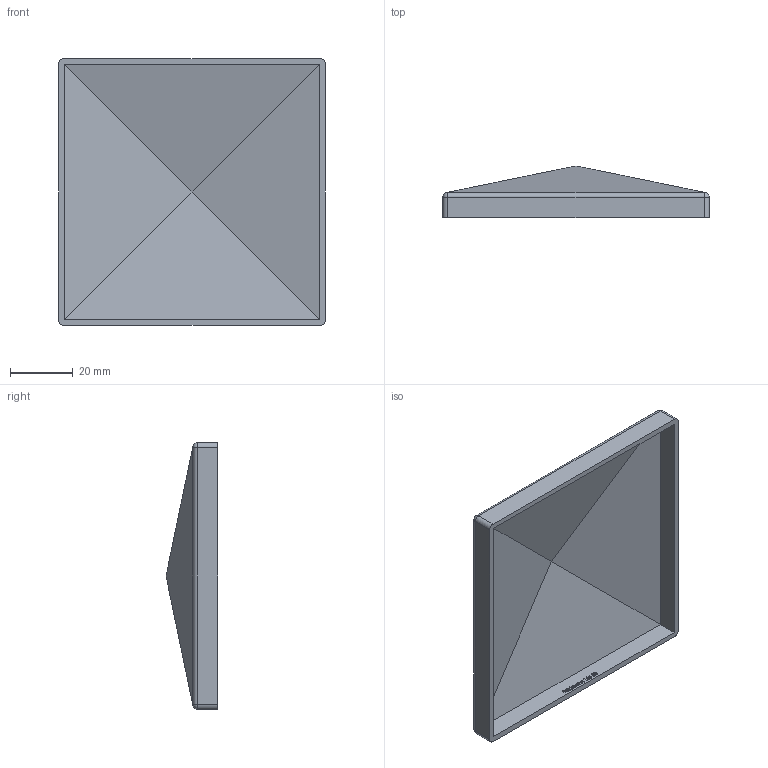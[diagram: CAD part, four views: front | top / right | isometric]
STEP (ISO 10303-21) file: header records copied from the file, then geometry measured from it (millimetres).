
FILE_DESCRIPTION (( 'STEP AP203' ), '1' );
FILE_NAME ('165-80.step', '2019-09-04T06:21:34', ( '' ), ( '' ), 'SwSTEP 2.0', 'SolidWorks 2015', '' );
FILE_SCHEMA (( 'CONFIG_CONTROL_DESIGN' ));
Length unit declared in the file: millimetre
Products named in the file (1): 165-80
Bounding box: 85 x 16.5 x 85 mm (x, y, z)
Volume: 16801.5 mm3; surface area: 19256.5 mm2
Topology: 1 solids, 1 shells, 222 faces, 568 edges, 366 vertices
Faces by surface type: plane 111, bspline 91, cylinder 12, sphere 8
Entity records: 11539 total; most frequent: CARTESIAN_POINT 6716, ORIENTED_EDGE 1128, DIRECTION 674, EDGE_CURVE 564, VERTEX_POINT 366, LINE 354, VECTOR 354, EDGE_LOOP 244
